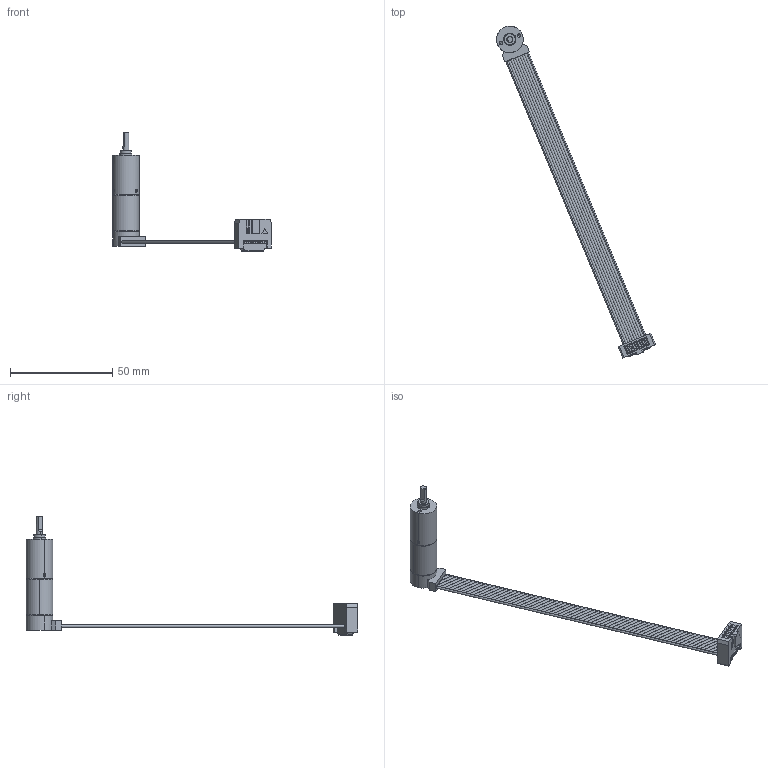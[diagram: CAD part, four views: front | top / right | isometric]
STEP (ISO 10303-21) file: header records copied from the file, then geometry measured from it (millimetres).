
FILE_DESCRIPTION (( 'STEP AP203' ), '1' );
FILE_NAME ('DCU13020+R13+PG13C-0016.STEP', '2021-09-03T07:44:08', ( '88' ), ( '' ), 'SwSTEP 2.0', 'SolidWorks 2014', '' );
FILE_SCHEMA (( 'CONFIG_CONTROL_DESIGN' ));
Length unit declared in the file: millimetre
Products named in the file (1): DCU13020+R13+PG13C-0016
Bounding box: 77.57 x 161.95 x 57.92 mm (x, y, z)
Volume: 9190.7 mm3; surface area: 10398.9 mm2
Topology: 10 solids, 10 shells, 417 faces, 1019 edges, 644 vertices
Faces by surface type: plane 251, cylinder 121, cone 19, bspline 16, torus 10
Entity records: 13181 total; most frequent: CARTESIAN_POINT 3299, ORIENTED_EDGE 2018, DIRECTION 2006, EDGE_CURVE 1009, VECTOR 688, LINE 688, AXIS2_PLACEMENT_3D 659, VERTEX_POINT 644
